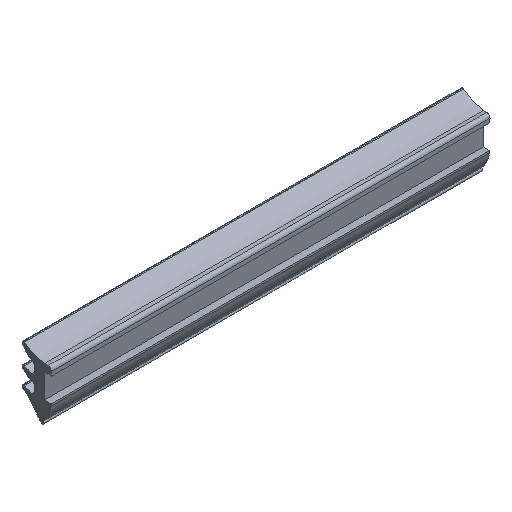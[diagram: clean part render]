
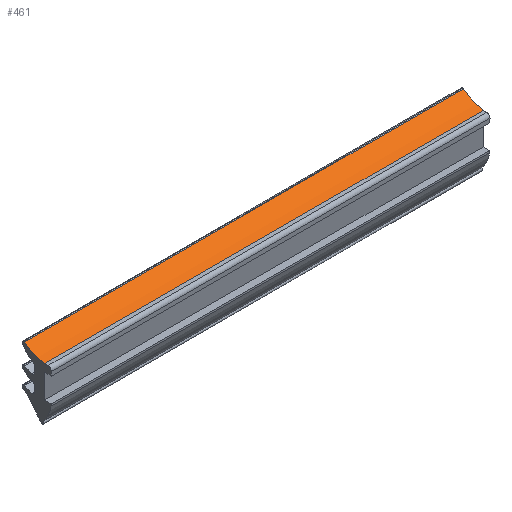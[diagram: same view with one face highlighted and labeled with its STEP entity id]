
A CAD part, isometric view. The second image highlights one B-rep face of the part: STEP entity #461.
In plain terms, the highlighted cylindrical face has radius 10.911 mm (diameter 21.821 mm), a partial arc.
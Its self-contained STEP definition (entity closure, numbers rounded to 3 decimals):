
#28 = EDGE_CURVE ( 'NONE', #429, #1086, #382, .T. ) ;
#29 = EDGE_CURVE ( 'NONE', #1086, #455, #378, .T. ) ;
#98 = EDGE_CURVE ( 'NONE', #429, #447, #589, .T. ) ;
#100 = EDGE_CURVE ( 'NONE', #447, #455, #586, .T. ) ;
#111 = CARTESIAN_POINT ( 'NONE',  ( 50., -0.532, 11.777 ) ) ;
#150 = DIRECTION ( 'NONE',  ( 0., 0., -1. ) ) ;
#152 = DIRECTION ( 'NONE',  ( -1., 0., 0. ) ) ;
#153 = CARTESIAN_POINT ( 'NONE',  ( 50., -2.466, 22.514 ) ) ;
#164 = DIRECTION ( 'NONE',  ( -1., 0., 0. ) ) ;
#239 = CARTESIAN_POINT ( 'NONE',  ( 50., -0.532, 11.777 ) ) ;
#376 = VECTOR ( 'NONE', #164, 1000. ) ;
#378 = LINE ( 'NONE', #111, #376 ) ;
#382 = CIRCLE ( 'NONE', #540, 10.91 ) ;
#429 = VERTEX_POINT ( 'NONE', #716 ) ;
#447 = VERTEX_POINT ( 'NONE', #691 ) ;
#455 = VERTEX_POINT ( 'NONE', #681 ) ;
#461 = ADVANCED_FACE ( 'NONE', ( #573 ), #571, .F. ) ;
#503 = AXIS2_PLACEMENT_3D ( 'NONE', #660, #663, #669 ) ;
#508 = AXIS2_PLACEMENT_3D ( 'NONE', #740, #739, #738 ) ;
#540 = AXIS2_PLACEMENT_3D ( 'NONE', #153, #152, #150 ) ;
#571 = CYLINDRICAL_SURFACE ( 'NONE', #503, 10.91 ) ;
#573 = FACE_OUTER_BOUND ( 'NONE', #959, .T. ) ;
#586 = CIRCLE ( 'NONE', #508, 10.91 ) ;
#587 = VECTOR ( 'NONE', #757, 1000. ) ;
#589 = LINE ( 'NONE', #752, #587 ) ;
#660 = CARTESIAN_POINT ( 'NONE',  ( 50., -2.466, 22.514 ) ) ;
#663 = DIRECTION ( 'NONE',  ( -1., 0., 0. ) ) ;
#669 = DIRECTION ( 'NONE',  ( 0., 0., 1. ) ) ;
#681 = CARTESIAN_POINT ( 'NONE',  ( -50., -0.532, 11.777 ) ) ;
#691 = CARTESIAN_POINT ( 'NONE',  ( -50., 4.03, 13.748 ) ) ;
#716 = CARTESIAN_POINT ( 'NONE',  ( 50., 4.03, 13.748 ) ) ;
#738 = DIRECTION ( 'NONE',  ( 0., 0., -1. ) ) ;
#739 = DIRECTION ( 'NONE',  ( -1., 0., 0. ) ) ;
#740 = CARTESIAN_POINT ( 'NONE',  ( -50., -2.466, 22.514 ) ) ;
#752 = CARTESIAN_POINT ( 'NONE',  ( 50., 4.03, 13.748 ) ) ;
#757 = DIRECTION ( 'NONE',  ( -1., 0., 0. ) ) ;
#897 = ORIENTED_EDGE ( 'NONE', *, *, #29, .F. ) ;
#900 = ORIENTED_EDGE ( 'NONE', *, *, #100, .T. ) ;
#913 = ORIENTED_EDGE ( 'NONE', *, *, #98, .T. ) ;
#914 = ORIENTED_EDGE ( 'NONE', *, *, #28, .F. ) ;
#959 = EDGE_LOOP ( 'NONE', ( #900, #897, #914, #913 ) ) ;
#1086 = VERTEX_POINT ( 'NONE', #239 ) ;
